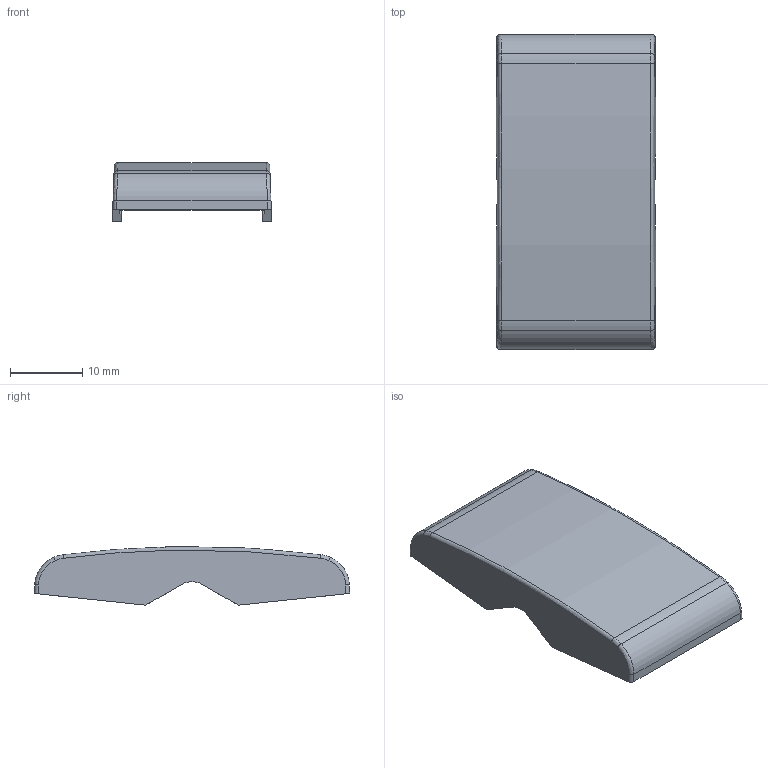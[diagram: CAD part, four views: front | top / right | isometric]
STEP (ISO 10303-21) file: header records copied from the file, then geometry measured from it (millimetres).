
FILE_DESCRIPTION(('CATIA V5 STEP Exchange','CAx-IF Rec.Pracs.--- Model Styling and Organization---1.4--- 2014-01-23'),'2;1');
FILE_NAME('GW10733.stp','2024-02-06T12:50:43+00:00',('none'),('none'),'CATIA Version 5-6 Release 2019 SP6','CATIA V5 STEP AP214 v1','none');
FILE_SCHEMA(('AUTOMOTIVE_DESIGN { 1 0 10303 214 1 1 1 1 }'));
Length unit declared in the file: millimetre
Products named in the file (1): GW10733
Bounding box: 21.99 x 43.5 x 8.05 mm (x, y, z)
Volume: 1923.5 mm3; surface area: 3154.5 mm2
Topology: 1 solids, 1 shells, 112 faces, 310 edges, 204 vertices
Faces by surface type: plane 58, cylinder 42, bspline 12
Entity records: 4072 total; most frequent: CARTESIAN_POINT 1585, ORIENTED_EDGE 620, DIRECTION 329, EDGE_CURVE 310, VERTEX_POINT 204, VECTOR 158, LINE 158, B_SPLINE_CURVE_WITH_KNOTS 117
